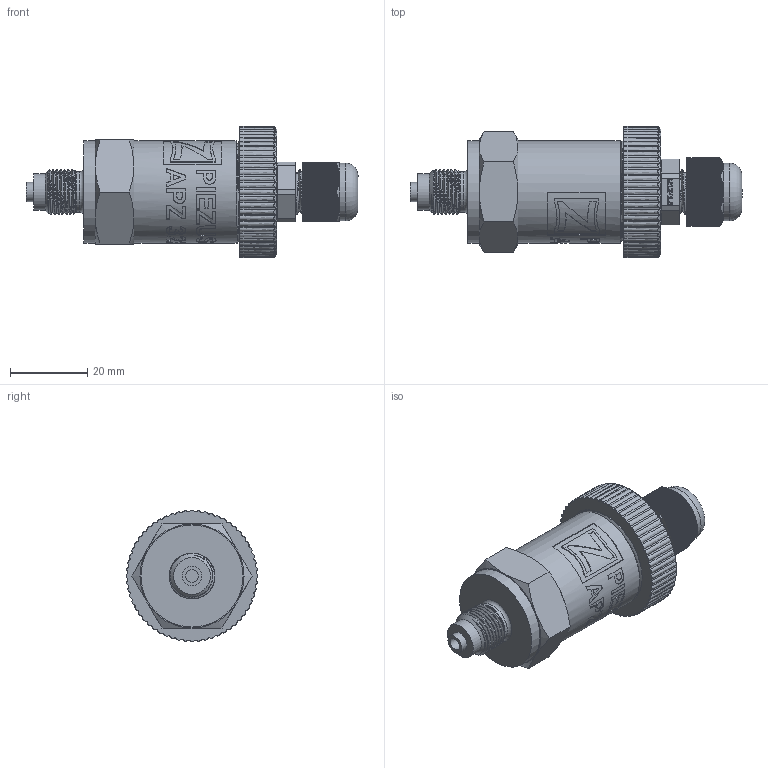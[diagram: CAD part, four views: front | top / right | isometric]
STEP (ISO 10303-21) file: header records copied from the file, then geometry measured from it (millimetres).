
FILE_DESCRIPTION(/* description */ (''),/* implementation_level */ '2;1');
FILE_NAME(/* name */ 'APZ3230_M12x1EN_CableGland.step',/* time_stamp */ '2021-06-24T10:27:02+03:00',/* author */ (''),/* organization */ (''),/* preprocessor_version */ 'ST-DEVELOPER v18.1',/* originating_system */ 'Autodesk Translation Framework v10.9.0.1377',/* authorisation */ '');
FILE_SCHEMA (('AUTOMOTIVE_DESIGN { 1 0 10303 214 3 1 1 }'));
Products named in the file (8): APZ3230_M12x1EN_CableGland; M12x1 EN; OMAL nut M27x1.5 v8; Ш100.000.001 v4; M12x1.5 Cable gland v4; Cable gland; Rubber gasket; M12 Domed nut
Assembly tree (7 placements, depth 3):
  APZ3230_M12x1EN_CableGland
    M12x1 EN
    OMAL nut M27x1.5 v8
    Ш100.000.001 v4
    M12x1.5 Cable gland v4
      Cable gland
      Rubber gasket
      M12 Domed nut
Bounding box: 86.16 x 34 x 34 mm (x, y, z)
Volume: 35826.1 mm3; surface area: 16061.9 mm2
Topology: 6 solids, 6 shells, 2701 faces, 7903 edges, 5260 vertices
Faces by surface type: plane 1484, cylinder 779, bspline 407, cone 27, torus 3, sphere 1
Full cylindrical faces by diameter (mm): 1 x6, 3.3 x1, 5 x1, 7.5 x1, 8 x1, 9.5 x1, 9.976 x5, 10 x6, 10.376 x4, 10.5 x1, 10.526 x3, 10.741 x6, 11.6 x4, 11.884 x7, 12 x5, 12.203 x3, 12.6 x1, 15 x1, 17 x1, 21.4 x2, 22.3 x1, 22.4 x1, 24.5 x1, 25.132 x4, 25.526 x4, 26.5 x5, 27.208 x5
Entity records: 125161 total; most frequent: CARTESIAN_POINT 55784, ORIENTED_EDGE 15806, DIRECTION 12788, EDGE_CURVE 7903, VERTEX_POINT 5260, LINE 4470, VECTOR 4470, AXIS2_PLACEMENT_3D 4159
